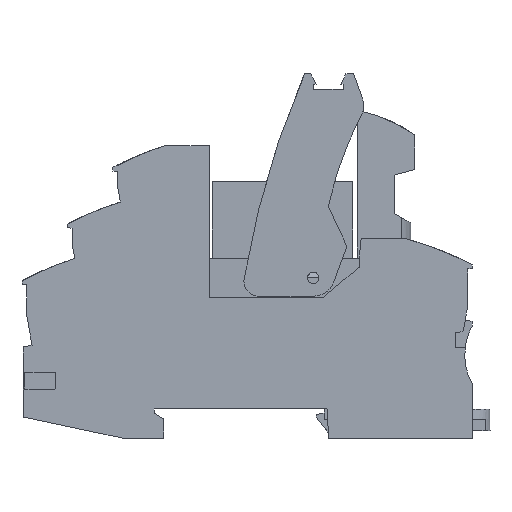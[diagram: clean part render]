
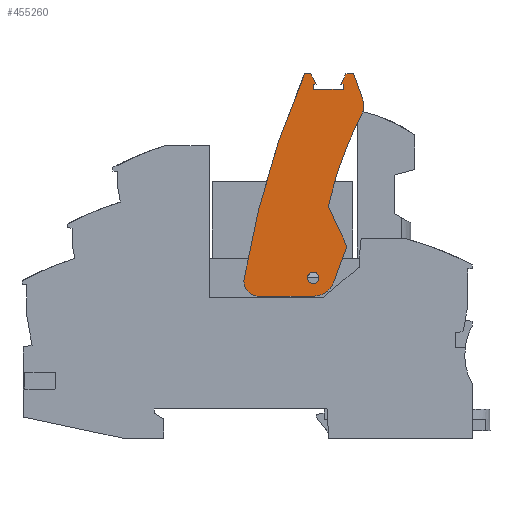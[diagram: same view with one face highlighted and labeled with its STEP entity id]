
A CAD part, left-side view. The second image highlights one B-rep face of the part: STEP entity #455260.
In plain terms, the highlighted face is planar.
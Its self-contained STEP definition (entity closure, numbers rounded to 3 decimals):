
#445340=CARTESIAN_POINT('',(-1.34,24.297,
44.609));
#445350=VERTEX_POINT('',#445340);
#445380=CARTESIAN_POINT('',(-2.54,24.297,
44.609));
#445390=DIRECTION('',(0.,0.,1.));
#445400=DIRECTION('',(1.,0.,
0.));
#445410=AXIS2_PLACEMENT_3D('',#445380,#445390,#445400);
#445420=CIRCLE('',#445410,1.2);
#445430=CARTESIAN_POINT('',(-3.311,23.378,
44.609));
#445440=VERTEX_POINT('',#445430);
#445450=EDGE_CURVE('',#445440,#445350,#445420,.T.);
#445470=CARTESIAN_POINT('',(-3.74,24.297,
44.609));
#445480=VERTEX_POINT('',#445470);
#445490=EDGE_CURVE('',#445480,#445440,#445420,.T.);
#448510=CARTESIAN_POINT('',(4.408,30.84,
44.609));
#448520=VERTEX_POINT('',#448510);
#448570=CARTESIAN_POINT('',(5.948,27.536,
44.609));
#448580=DIRECTION('',(0.423,-0.906,
0.));
#448590=VECTOR('',#448580,1.);
#448600=LINE('',#448570,#448590);
#448610=CARTESIAN_POINT('',(0.572,39.069,
44.609));
#448620=VERTEX_POINT('',#448610);
#448630=EDGE_CURVE('',#448620,#448520,#448600,.T.);
#450470=CARTESIAN_POINT('',(3.205,27.536,
44.609));
#450480=DIRECTION('',(-0.342,-0.94,
0.));
#450490=VECTOR('',#450480,1.);
#450500=LINE('',#450470,#450490);
#450510=CARTESIAN_POINT('',(1.738,23.508,
44.609));
#450520=VERTEX_POINT('',#450510);
#450530=EDGE_CURVE('',#448520,#450520,#450500,.T.);
#450890=CARTESIAN_POINT('',(4.213,66.347,
44.609));
#450900=VERTEX_POINT('',#450890);
#450950=CARTESIAN_POINT('',(-16.434,27.538,
44.609));
#450960=DIRECTION('',(0.47,0.883,
0.));
#450970=VECTOR('',#450960,1.);
#450980=LINE('',#450950,#450970);
#450990=CARTESIAN_POINT('',(3.093,64.242,
44.609));
#451000=VERTEX_POINT('',#450990);
#451010=EDGE_CURVE('',#451000,#450900,#450980,.T.);
#451470=CARTESIAN_POINT('',(7.431,57.974,
44.609));
#451480=VERTEX_POINT('',#451470);
#451510=CARTESIAN_POINT('',(3.882,59.819,
44.609));
#451520=DIRECTION('',(0.,0.,1.));
#451530=DIRECTION('',(1.,0.,
0.));
#451540=AXIS2_PLACEMENT_3D('',#451510,#451520,#451530);
#451550=CIRCLE('',#451540,4.);
#451560=CARTESIAN_POINT('',(7.641,61.187,
44.609));
#451570=VERTEX_POINT('',#451560);
#451580=EDGE_CURVE('',#451480,#451570,#451550,.T.);
#453600=CARTESIAN_POINT('',(3.664,64.242,
44.609));
#453610=VERTEX_POINT('',#453600);
#453660=CARTESIAN_POINT('',(-0.23,64.242,
44.609));
#453670=DIRECTION('',(1.,0.,
0.));
#453680=VECTOR('',#453670,1.);
#453690=LINE('',#453660,#453680);
#453700=EDGE_CURVE('',#451000,#453610,#453690,.T.);
#454060=CARTESIAN_POINT('',(0.001,63.447,
44.609));
#454070=DIRECTION('',(0.,0.,1.));
#454080=DIRECTION('',(0.,1.,
0.));
#454090=AXIS2_PLACEMENT_3D('',#454060,#454070,#454080);
#454100=PLANE('',#454090);
#454110=ORIENTED_EDGE('',*,*,#445450,.F.);
#454120=EDGE_CURVE('',#445350,#445480,#445420,.T.);
#454130=ORIENTED_EDGE('',*,*,#454120,.F.);
#454140=ORIENTED_EDGE('',*,*,#445490,.F.);
#454150=EDGE_LOOP('',(#454140,#454130,#454110));
#454160=FACE_BOUND('',#454150,.T.);
#454170=CARTESIAN_POINT('',(-2.49,25.047,
44.609));
#454180=DIRECTION('',(0.,0.,-1.));
#454190=DIRECTION('',(-1.,0.,
0.));
#454200=AXIS2_PLACEMENT_3D('',#454170,#454180,#454190);
#454210=CIRCLE('',#454200,4.5);
#454220=CARTESIAN_POINT('',(-2.491,20.547,
44.609));
#454230=VERTEX_POINT('',#454220);
#454240=EDGE_CURVE('',#450520,#454230,#454210,.T.);
#454250=ORIENTED_EDGE('',*,*,#454240,.F.);
#454260=CARTESIAN_POINT('',(-0.234,20.547,
44.609));
#454270=DIRECTION('',(1.,0.,
0.));
#454280=VECTOR('',#454270,1.);
#454290=LINE('',#454260,#454280);
#454300=CARTESIAN_POINT('',(-13.818,20.548,
44.609));
#454310=VERTEX_POINT('',#454300);
#454320=EDGE_CURVE('',#454310,#454230,#454290,.T.);
#454330=ORIENTED_EDGE('',*,*,#454320,.T.);
#454340=CARTESIAN_POINT('',(-13.818,23.548,
44.609));
#454350=DIRECTION('',(0.,0.,1.));
#454360=DIRECTION('',(1.,0.,
0.));
#454370=AXIS2_PLACEMENT_3D('',#454340,#454350,#454360);
#454380=CIRCLE('',#454370,3.);
#454390=CARTESIAN_POINT('',(-16.777,24.041,
44.609));
#454400=VERTEX_POINT('',#454390);
#454410=EDGE_CURVE('',#454400,#454310,#454380,.T.);
#454420=ORIENTED_EDGE('',*,*,#454410,.T.);
#454430=CARTESIAN_POINT('',(162.75,-5.863,
44.609));
#454440=DIRECTION('',(0.,0.,1.));
#454450=DIRECTION('',(1.,0.,
0.));
#454460=AXIS2_PLACEMENT_3D('',#454430,#454440,#454450);
#454470=CIRCLE('',#454460,182.);
#454480=CARTESIAN_POINT('',(-4.312,66.347,
44.609));
#454490=VERTEX_POINT('',#454480);
#454500=EDGE_CURVE('',#454490,#454400,#454470,.T.);
#454510=ORIENTED_EDGE('',*,*,#454500,.T.);
#454520=CARTESIAN_POINT('',(-0.23,66.347,
44.609));
#454530=DIRECTION('',(-1.,0.,
0.));
#454540=VECTOR('',#454530,1.);
#454550=LINE('',#454520,#454540);
#454560=CARTESIAN_POINT('',(-3.01,66.347,
44.609));
#454570=VERTEX_POINT('',#454560);
#454580=EDGE_CURVE('',#454570,#454490,#454550,.T.);
#454590=ORIENTED_EDGE('',*,*,#454580,.T.);
#454600=CARTESIAN_POINT('',(17.63,27.535,
44.609));
#454610=DIRECTION('',(0.47,-0.883,
0.));
#454620=VECTOR('',#454610,1.);
#454630=LINE('',#454600,#454620);
#454640=CARTESIAN_POINT('',(-1.891,64.242,
44.609));
#454650=VERTEX_POINT('',#454640);
#454660=EDGE_CURVE('',#454570,#454650,#454630,.T.);
#454670=ORIENTED_EDGE('',*,*,#454660,.F.);
#454680=CARTESIAN_POINT('',(-0.23,64.242,
44.609));
#454690=DIRECTION('',(1.,0.,
0.));
#454700=VECTOR('',#454690,1.);
#454710=LINE('',#454680,#454700);
#454720=CARTESIAN_POINT('',(-2.461,64.242,
44.609));
#454730=VERTEX_POINT('',#454720);
#454740=EDGE_CURVE('',#454730,#454650,#454710,.T.);
#454750=ORIENTED_EDGE('',*,*,#454740,.T.);
#454760=CARTESIAN_POINT('',(-2.465,27.536,
44.609));
#454770=DIRECTION('',(0.,-1.,
0.));
#454780=VECTOR('',#454770,1.);
#454790=LINE('',#454760,#454780);
#454800=CARTESIAN_POINT('',(-2.461,63.172,
44.609));
#454810=VERTEX_POINT('',#454800);
#454820=EDGE_CURVE('',#454730,#454810,#454790,.T.);
#454830=ORIENTED_EDGE('',*,*,#454820,.F.);
#454840=CARTESIAN_POINT('',(-0.23,63.172,
44.609));
#454850=DIRECTION('',(-1.,0.,
0.));
#454860=VECTOR('',#454850,1.);
#454870=LINE('',#454840,#454860);
#454880=CARTESIAN_POINT('',(3.664,63.172,
44.609));
#454890=VERTEX_POINT('',#454880);
#454900=EDGE_CURVE('',#454890,#454810,#454870,.T.);
#454910=ORIENTED_EDGE('',*,*,#454900,.T.);
#454920=CARTESIAN_POINT('',(3.66,27.536,
44.609));
#454930=DIRECTION('',(0.,1.,
0.));
#454940=VECTOR('',#454930,1.);
#454950=LINE('',#454920,#454940);
#454960=EDGE_CURVE('',#454890,#453610,#454950,.T.);
#454970=ORIENTED_EDGE('',*,*,#454960,.F.);
#454980=ORIENTED_EDGE('',*,*,#453700,.T.);
#454990=ORIENTED_EDGE('',*,*,#451010,.F.);
#455000=CARTESIAN_POINT('',(-0.23,66.347,
44.609));
#455010=DIRECTION('',(-1.,0.,
0.));
#455020=VECTOR('',#455010,1.);
#455030=LINE('',#455000,#455020);
#455040=CARTESIAN_POINT('',(5.764,66.347,
44.609));
#455050=VERTEX_POINT('',#455040);
#455060=EDGE_CURVE('',#455050,#450900,#455030,.T.);
#455070=ORIENTED_EDGE('',*,*,#455060,.T.);
#455080=CARTESIAN_POINT('',(19.886,27.535,
44.609));
#455090=DIRECTION('',(0.342,-0.94,
0.));
#455100=VECTOR('',#455090,1.);
#455110=LINE('',#455080,#455100);
#455120=EDGE_CURVE('',#455050,#451570,#455110,.T.);
#455130=ORIENTED_EDGE('',*,*,#455120,.F.);
#455140=ORIENTED_EDGE('',*,*,#451580,.T.);
#455150=CARTESIAN_POINT('',(75.479,22.585,
44.609));
#455160=DIRECTION('',(0.,0.,1.));
#455170=DIRECTION('',(1.,0.,
0.));
#455180=AXIS2_PLACEMENT_3D('',#455150,#455160,#455170);
#455190=CIRCLE('',#455180,76.7);
#455200=EDGE_CURVE('',#451480,#448620,#455190,.T.);
#455210=ORIENTED_EDGE('',*,*,#455200,.F.);
#455220=ORIENTED_EDGE('',*,*,#448630,.F.);
#455230=ORIENTED_EDGE('',*,*,#450530,.F.);
#455240=EDGE_LOOP('',(#455230,#455220,#455210,#455140,#455130,#455070,
#454990,#454980,#454970,#454910,#454830,#454750,#454670,#454590,#454510,
#454420,#454330,#454250));
#455250=FACE_OUTER_BOUND('',#455240,.T.);
#455260=ADVANCED_FACE('',(#454160,#455250),#454100,.T.);
